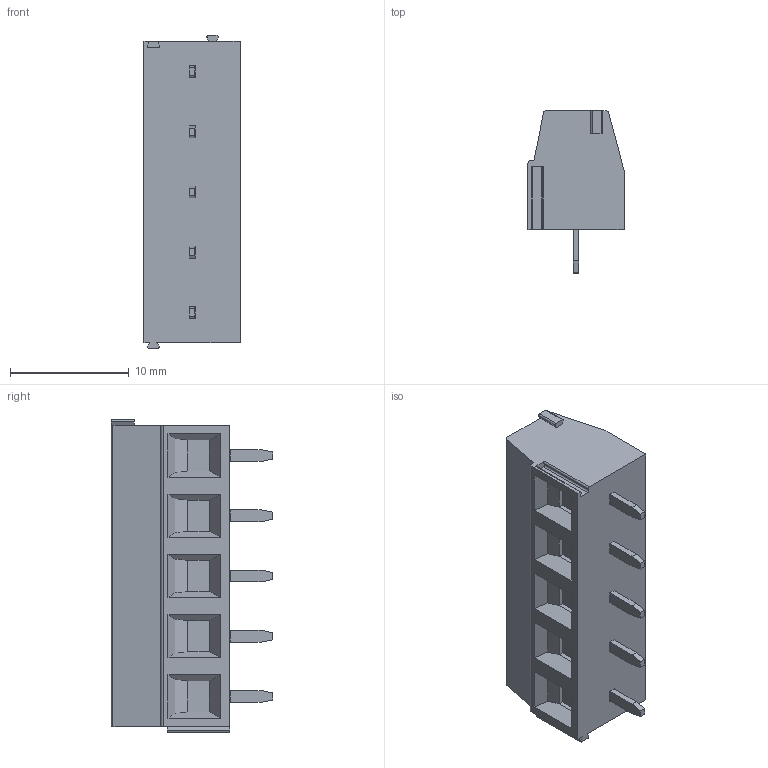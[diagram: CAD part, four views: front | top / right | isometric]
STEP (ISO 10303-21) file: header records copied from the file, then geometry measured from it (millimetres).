
FILE_DESCRIPTION((''),'2;1');
FILE_NAME('TL308V','2024-12-14T',('yanfa'),(''),'PRO/ENGINEER BY PARAMETRIC TECHNOLOGY CORPORATION, 2009280','PRO/ENGINEER BY PARAMETRIC TECHNOLOGY CORPORATION, 2009280','');
FILE_SCHEMA(('AUTOMOTIVE_DESIGN_CC2 { 1 2 10303 214 -1 1 5 2 }'));
Length unit declared in the file: millimetre
Products named in the file (1): TL308V
Bounding box: 8.1 x 13.65 x 26.4 mm (x, y, z)
Volume: 1725.8 mm3; surface area: 1300.1 mm2
Topology: 1 solids, 1 shells, 232 faces, 585 edges, 370 vertices
Faces by surface type: plane 141, cylinder 61, cone 20, torus 10
Entity records: 7021 total; most frequent: CARTESIAN_POINT 1347, DIRECTION 1181, ORIENTED_EDGE 1170, EDGE_CURVE 585, VECTOR 413, LINE 413, AXIS2_PLACEMENT_3D 384, VERTEX_POINT 370
